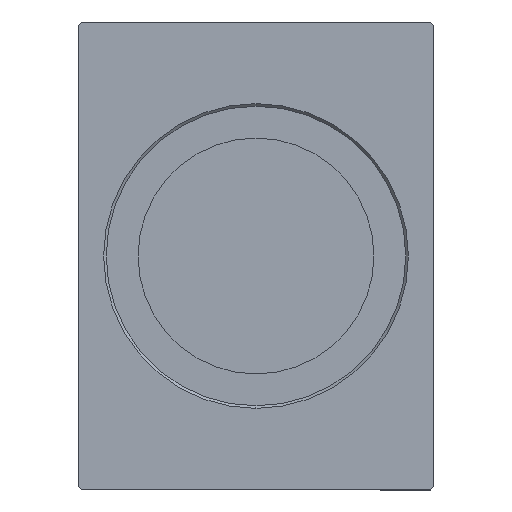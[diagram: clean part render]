
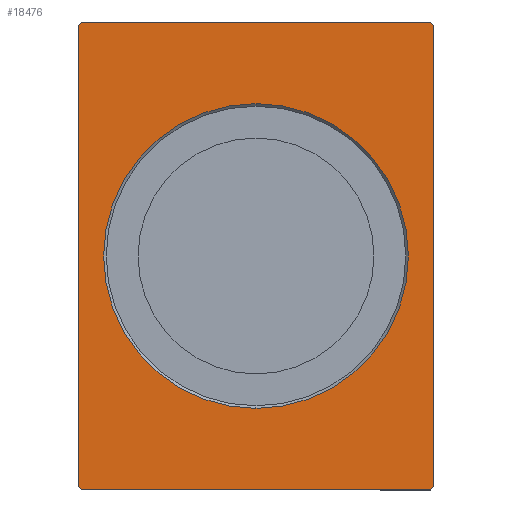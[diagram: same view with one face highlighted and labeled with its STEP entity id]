
A CAD part, left-side view. The second image highlights one B-rep face of the part: STEP entity #18476.
In plain terms, the highlighted planar face has unit normal (-1, 0, 0).
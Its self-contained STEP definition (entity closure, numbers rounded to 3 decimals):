
#339 = LINE ( 'NONE', #26377, #25888 ) ;
#1009 = VECTOR ( 'NONE', #27979, 1000. ) ;
#2553 = FACE_OUTER_BOUND ( 'NONE', #25810, .T. ) ;
#2905 = VERTEX_POINT ( 'NONE', #16403 ) ;
#3763 = ORIENTED_EDGE ( 'NONE', *, *, #17644, .F. ) ;
#3885 = EDGE_CURVE ( 'NONE', #15938, #11164, #24235, .T. ) ;
#4695 = DIRECTION ( 'NONE',  ( 1., 0., 0. ) ) ;
#5729 = ORIENTED_EDGE ( 'NONE', *, *, #25611, .F. ) ;
#6349 = CARTESIAN_POINT ( 'NONE',  ( 0., -46.5, -62.5 ) ) ;
#9157 = DIRECTION ( 'NONE',  ( 0., 0., -1. ) ) ;
#10164 = CARTESIAN_POINT ( 'NONE',  ( 0., 0., -40.7 ) ) ;
#10448 = AXIS2_PLACEMENT_3D ( 'NONE', #33941, #4695, #15979 ) ;
#10463 = CARTESIAN_POINT ( 'NONE',  ( 0., 46.5, 62.5 ) ) ;
#10578 = CARTESIAN_POINT ( 'NONE',  ( 0., 47.5, 61.5 ) ) ;
#11164 = VERTEX_POINT ( 'NONE', #10463 ) ;
#11728 = DIRECTION ( 'NONE',  ( 0., 1., 0. ) ) ;
#11970 = LINE ( 'NONE', #24993, #15300 ) ;
#12362 = PLANE ( 'NONE',  #12887 ) ;
#12887 = AXIS2_PLACEMENT_3D ( 'NONE', #25378, #25167, #9157 ) ;
#15215 = CIRCLE ( 'NONE', #10448, 40.7 ) ;
#15226 = VECTOR ( 'NONE', #20615, 1000. ) ;
#15300 = VECTOR ( 'NONE', #37997, 1000. ) ;
#15845 = AXIS2_PLACEMENT_3D ( 'NONE', #20960, #37173, #17972 ) ;
#15938 = VERTEX_POINT ( 'NONE', #38613 ) ;
#15979 = DIRECTION ( 'NONE',  ( 0., 0., -1. ) ) ;
#16015 = CARTESIAN_POINT ( 'NONE',  ( 0., 47.5, -61.5 ) ) ;
#16403 = CARTESIAN_POINT ( 'NONE',  ( 0., -47.5, 61.5 ) ) ;
#16904 = LINE ( 'NONE', #29924, #21486 ) ;
#17644 = EDGE_CURVE ( 'NONE', #2905, #30331, #28166, .T. ) ;
#17972 = DIRECTION ( 'NONE',  ( 0., 0., -1. ) ) ;
#18440 = VECTOR ( 'NONE', #30697, 1000. ) ;
#18476 = ADVANCED_FACE ( 'NONE', ( #41782, #2553 ), #12362, .F. ) ;
#18580 = LINE ( 'NONE', #21153, #1009 ) ;
#18589 = VECTOR ( 'NONE', #11728, 1000. ) ;
#19187 = CARTESIAN_POINT ( 'NONE',  ( 0., -47.5, 61.5 ) ) ;
#19861 = ORIENTED_EDGE ( 'NONE', *, *, #3885, .F. ) ;
#19980 = ORIENTED_EDGE ( 'NONE', *, *, #40864, .F. ) ;
#20615 = DIRECTION ( 'NONE',  ( 0., -0.707, 0.707 ) ) ;
#20960 = CARTESIAN_POINT ( 'NONE',  ( 0., 0., 0. ) ) ;
#21153 = CARTESIAN_POINT ( 'NONE',  ( 0., 46.5, 62.5 ) ) ;
#21200 = ORIENTED_EDGE ( 'NONE', *, *, #22506, .F. ) ;
#21486 = VECTOR ( 'NONE', #26503, 1000. ) ;
#22506 = EDGE_CURVE ( 'NONE', #29324, #15938, #27280, .T. ) ;
#24235 = LINE ( 'NONE', #10578, #15226 ) ;
#24706 = ORIENTED_EDGE ( 'NONE', *, *, #34588, .F. ) ;
#24854 = CARTESIAN_POINT ( 'NONE',  ( 0., 46.5, -62.5 ) ) ;
#24993 = CARTESIAN_POINT ( 'NONE',  ( 0., -46.5, 62.5 ) ) ;
#25167 = DIRECTION ( 'NONE',  ( 1., 0., 0. ) ) ;
#25378 = CARTESIAN_POINT ( 'NONE',  ( 0., 0., 0. ) ) ;
#25611 = EDGE_CURVE ( 'NONE', #35852, #29324, #339, .T. ) ;
#25800 = VECTOR ( 'NONE', #41166, 1000. ) ;
#25810 = EDGE_LOOP ( 'NONE', ( #19861, #21200, #5729, #24706, #39554, #3763, #19980, #30209 ) ) ;
#25888 = VECTOR ( 'NONE', #32361, 1000. ) ;
#25898 = VERTEX_POINT ( 'NONE', #35514 ) ;
#26377 = CARTESIAN_POINT ( 'NONE',  ( 0., 46.5, -62.5 ) ) ;
#26503 = DIRECTION ( 'NONE',  ( 0., 0.707, -0.707 ) ) ;
#27280 = LINE ( 'NONE', #37100, #18440 ) ;
#27979 = DIRECTION ( 'NONE',  ( 0., -1., 0. ) ) ;
#28166 = LINE ( 'NONE', #19187, #25800 ) ;
#29324 = VERTEX_POINT ( 'NONE', #16015 ) ;
#29924 = CARTESIAN_POINT ( 'NONE',  ( 0., -47.5, -61.5 ) ) ;
#30000 = VERTEX_POINT ( 'NONE', #10164 ) ;
#30209 = ORIENTED_EDGE ( 'NONE', *, *, #40532, .F. ) ;
#30331 = VERTEX_POINT ( 'NONE', #34855 ) ;
#30644 = EDGE_LOOP ( 'NONE', ( #33262, #42024 ) ) ;
#30697 = DIRECTION ( 'NONE',  ( 0., 0., 1. ) ) ;
#31162 = LINE ( 'NONE', #40321, #18589 ) ;
#32078 = CARTESIAN_POINT ( 'NONE',  ( 0., -46.5, 62.5 ) ) ;
#32361 = DIRECTION ( 'NONE',  ( 0., 0.707, 0.707 ) ) ;
#33248 = VERTEX_POINT ( 'NONE', #32078 ) ;
#33262 = ORIENTED_EDGE ( 'NONE', *, *, #33374, .T. ) ;
#33374 = EDGE_CURVE ( 'NONE', #25898, #30000, #39688, .T. ) ;
#33941 = CARTESIAN_POINT ( 'NONE',  ( 0., 0., 0. ) ) ;
#34588 = EDGE_CURVE ( 'NONE', #41316, #35852, #31162, .T. ) ;
#34855 = CARTESIAN_POINT ( 'NONE',  ( 0., -47.5, -61.5 ) ) ;
#35514 = CARTESIAN_POINT ( 'NONE',  ( 0., 0., 40.7 ) ) ;
#35852 = VERTEX_POINT ( 'NONE', #24854 ) ;
#36505 = EDGE_CURVE ( 'NONE', #30000, #25898, #15215, .T. ) ;
#37100 = CARTESIAN_POINT ( 'NONE',  ( 0., 47.5, -61.5 ) ) ;
#37173 = DIRECTION ( 'NONE',  ( 1., 0., 0. ) ) ;
#37997 = DIRECTION ( 'NONE',  ( 0., -0.707, -0.707 ) ) ;
#38613 = CARTESIAN_POINT ( 'NONE',  ( 0., 47.5, 61.5 ) ) ;
#39554 = ORIENTED_EDGE ( 'NONE', *, *, #41668, .F. ) ;
#39688 = CIRCLE ( 'NONE', #15845, 40.7 ) ;
#40321 = CARTESIAN_POINT ( 'NONE',  ( 0., -46.5, -62.5 ) ) ;
#40532 = EDGE_CURVE ( 'NONE', #11164, #33248, #18580, .T. ) ;
#40864 = EDGE_CURVE ( 'NONE', #33248, #2905, #11970, .T. ) ;
#41166 = DIRECTION ( 'NONE',  ( 0., 0., -1. ) ) ;
#41316 = VERTEX_POINT ( 'NONE', #6349 ) ;
#41668 = EDGE_CURVE ( 'NONE', #30331, #41316, #16904, .T. ) ;
#41782 = FACE_BOUND ( 'NONE', #30644, .T. ) ;
#42024 = ORIENTED_EDGE ( 'NONE', *, *, #36505, .T. ) ;
